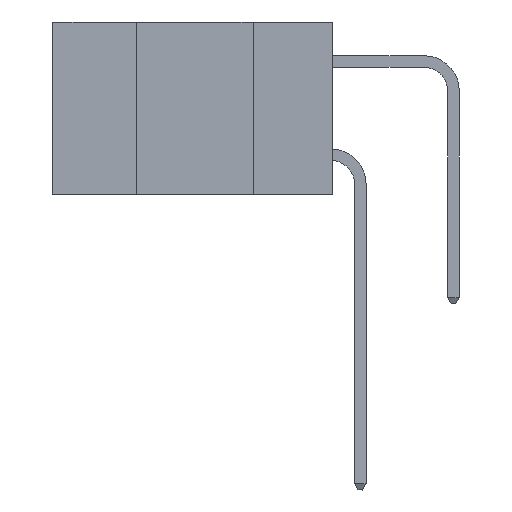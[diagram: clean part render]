
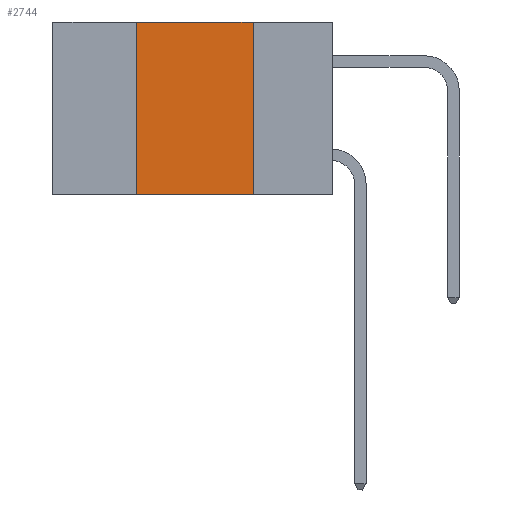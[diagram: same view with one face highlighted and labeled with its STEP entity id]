
A CAD part, left-side view. The second image highlights one B-rep face of the part: STEP entity #2744.
In plain terms, the highlighted planar face has unit normal (-1, 0, 0).
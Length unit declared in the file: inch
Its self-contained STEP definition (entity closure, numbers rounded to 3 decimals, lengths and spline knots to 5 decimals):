
#126 = VERTEX_POINT ( 'NONE', #9325 ) ;
#330 = ORIENTED_EDGE ( 'NONE', *, *, #7193, .F. ) ;
#478 = EDGE_LOOP ( 'NONE', ( #4017, #330, #10266, #5726 ) ) ;
#938 = FACE_OUTER_BOUND ( 'NONE', #478, .T. ) ;
#2526 = CARTESIAN_POINT ( 'NONE',  ( 0., 0.42, -0.37 ) ) ;
#2665 = VECTOR ( 'NONE', #6126, 39.37008 ) ;
#2700 = VECTOR ( 'NONE', #2759, 39.37008 ) ;
#2744 = ADVANCED_FACE ( 'NONE', ( #938 ), #7688, .F. ) ;
#2759 = DIRECTION ( 'NONE',  ( 0., -1., 0. ) ) ;
#2917 = CARTESIAN_POINT ( 'NONE',  ( 0., 0.6, -0.37 ) ) ;
#3551 = LINE ( 'NONE', #6971, #2665 ) ;
#3696 = EDGE_CURVE ( 'NONE', #126, #8827, #7038, .T. ) ;
#4017 = ORIENTED_EDGE ( 'NONE', *, *, #3696, .F. ) ;
#5186 = CARTESIAN_POINT ( 'NONE',  ( 0., 0.42, 0. ) ) ;
#5237 = DIRECTION ( 'NONE',  ( 0., 0., -1. ) ) ;
#5726 = ORIENTED_EDGE ( 'NONE', *, *, #8991, .T. ) ;
#5829 = DIRECTION ( 'NONE',  ( 0., 0., 1. ) ) ;
#5992 = AXIS2_PLACEMENT_3D ( 'NONE', #7742, #6005, #5237 ) ;
#6005 = DIRECTION ( 'NONE',  ( 1., 0., 0. ) ) ;
#6097 = EDGE_CURVE ( 'NONE', #8985, #10100, #10050, .T. ) ;
#6126 = DIRECTION ( 'NONE',  ( 0., -1., 0. ) ) ;
#6357 = DIRECTION ( 'NONE',  ( 0., 0., -1. ) ) ;
#6803 = CARTESIAN_POINT ( 'NONE',  ( 0., 0.17, -0.37 ) ) ;
#6971 = CARTESIAN_POINT ( 'NONE',  ( 0., 0.6, 0. ) ) ;
#7038 = LINE ( 'NONE', #10402, #9397 ) ;
#7193 = EDGE_CURVE ( 'NONE', #10100, #126, #3551, .T. ) ;
#7688 = PLANE ( 'NONE',  #5992 ) ;
#7742 = CARTESIAN_POINT ( 'NONE',  ( 0., 0.6, 0. ) ) ;
#8383 = VECTOR ( 'NONE', #5829, 39.37008 ) ;
#8827 = VERTEX_POINT ( 'NONE', #6803 ) ;
#8985 = VERTEX_POINT ( 'NONE', #10386 ) ;
#8991 = EDGE_CURVE ( 'NONE', #8985, #8827, #10434, .T. ) ;
#9325 = CARTESIAN_POINT ( 'NONE',  ( 0., 0.17, 0. ) ) ;
#9397 = VECTOR ( 'NONE', #6357, 39.37008 ) ;
#10050 = LINE ( 'NONE', #2526, #8383 ) ;
#10100 = VERTEX_POINT ( 'NONE', #5186 ) ;
#10266 = ORIENTED_EDGE ( 'NONE', *, *, #6097, .F. ) ;
#10386 = CARTESIAN_POINT ( 'NONE',  ( 0., 0.42, -0.37 ) ) ;
#10402 = CARTESIAN_POINT ( 'NONE',  ( 0., 0.17, -0.37 ) ) ;
#10434 = LINE ( 'NONE', #2917, #2700 ) ;
